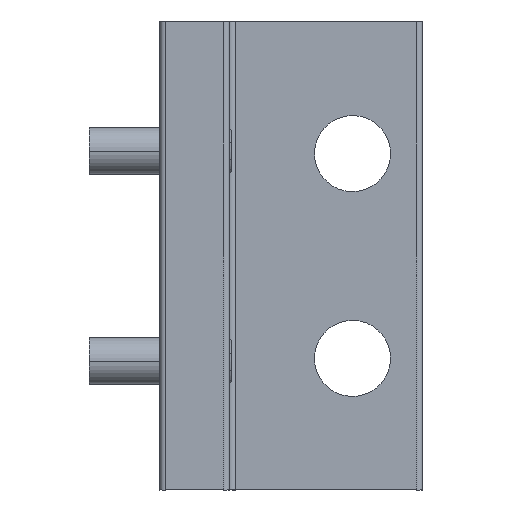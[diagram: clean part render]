
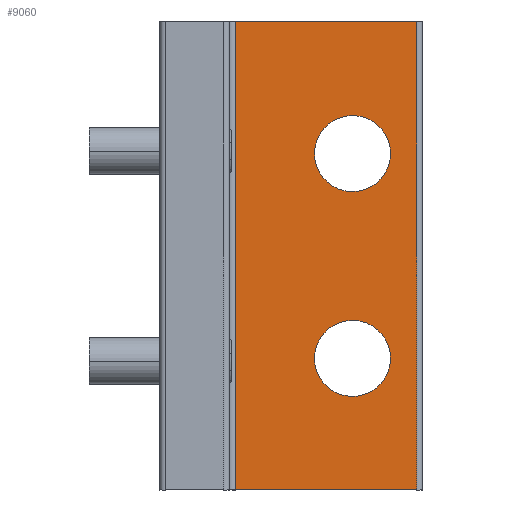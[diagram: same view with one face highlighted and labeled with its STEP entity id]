
A CAD part, left-side view. The second image highlights one B-rep face of the part: STEP entity #9060.
In plain terms, the highlighted planar face has unit normal (-1, 0, 0).
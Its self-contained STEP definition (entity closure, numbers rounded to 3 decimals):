
#8965=AXIS2_PLACEMENT_3D('Circle Axis2P3D',#8963,#8964,$) ;
#8989=AXIS2_PLACEMENT_3D('Circle Axis2P3D',#8987,#8988,$) ;
#9002=AXIS2_PLACEMENT_3D('Plane Axis2P3D',#8999,#9000,#9001) ;
#9044=AXIS2_PLACEMENT_3D('Circle Axis2P3D',#9042,#9043,$) ;
#9053=AXIS2_PLACEMENT_3D('Circle Axis2P3D',#9051,#9052,$) ;
#8960=CARTESIAN_POINT('Vertex',(-328.,-28.704,76.616)) ;
#8963=CARTESIAN_POINT('Axis2P3D Location',(-328.,-23.,73.5)) ;
#8967=CARTESIAN_POINT('Vertex',(-328.,-17.296,70.384)) ;
#8987=CARTESIAN_POINT('Axis2P3D Location',(-328.,-23.,73.5)) ;
#8999=CARTESIAN_POINT('Axis2P3D Location',(-328.,-2.,91.)) ;
#9004=CARTESIAN_POINT('Line Origine',(-328.,-3.,91.)) ;
#9008=CARTESIAN_POINT('Vertex',(-328.,-3.,51.)) ;
#9010=CARTESIAN_POINT('Vertex',(-328.,-3.,131.)) ;
#9013=CARTESIAN_POINT('Line Origine',(-328.,-18.5,51.)) ;
#9017=CARTESIAN_POINT('Vertex',(-328.,-34.,51.)) ;
#9020=CARTESIAN_POINT('Line Origine',(-328.,-34.,91.)) ;
#9024=CARTESIAN_POINT('Vertex',(-328.,-34.,131.)) ;
#9027=CARTESIAN_POINT('Line Origine',(-328.,-18.5,131.)) ;
#9042=CARTESIAN_POINT('Axis2P3D Location',(-328.,-23.,108.5)) ;
#9046=CARTESIAN_POINT('Vertex',(-328.,-17.296,105.384)) ;
#9048=CARTESIAN_POINT('Vertex',(-328.,-28.704,111.616)) ;
#9051=CARTESIAN_POINT('Axis2P3D Location',(-328.,-23.,108.5)) ;
#8964=DIRECTION('Axis2P3D Direction',(-1.,0.,0.)) ;
#8988=DIRECTION('Axis2P3D Direction',(-1.,0.,0.)) ;
#9000=DIRECTION('Axis2P3D Direction',(1.,0.,0.)) ;
#9001=DIRECTION('Axis2P3D XDirection',(0.,-1.,0.)) ;
#9005=DIRECTION('Vector Direction',(0.,0.,-1.)) ;
#9014=DIRECTION('Vector Direction',(0.,-1.,0.)) ;
#9021=DIRECTION('Vector Direction',(0.,0.,-1.)) ;
#9028=DIRECTION('Vector Direction',(0.,-1.,0.)) ;
#9043=DIRECTION('Axis2P3D Direction',(1.,0.,0.)) ;
#9052=DIRECTION('Axis2P3D Direction',(1.,0.,0.)) ;
#9006=VECTOR('Line Direction',#9005,1.) ;
#9015=VECTOR('Line Direction',#9014,1.) ;
#9022=VECTOR('Line Direction',#9021,1.) ;
#9029=VECTOR('Line Direction',#9028,1.) ;
#9033=ORIENTED_EDGE('',*,*,#9012,.F.) ;
#9034=ORIENTED_EDGE('',*,*,#9019,.F.) ;
#9035=ORIENTED_EDGE('',*,*,#9026,.F.) ;
#9036=ORIENTED_EDGE('',*,*,#9031,.T.) ;
#9039=ORIENTED_EDGE('',*,*,#8991,.F.) ;
#9040=ORIENTED_EDGE('',*,*,#8969,.F.) ;
#9057=ORIENTED_EDGE('',*,*,#9050,.F.) ;
#9058=ORIENTED_EDGE('',*,*,#9055,.F.) ;
#9041=FACE_BOUND('',#9038,.T.) ;
#9059=FACE_BOUND('',#9056,.T.) ;
#9060=ADVANCED_FACE('RA4624001_1PA_001_04_TERMINALE_POSTERIORE_A.1\\PartBody',(#9037,#9041,#9059),#9003,.F.) ;
#8966=CIRCLE('generated circle',#8965,6.5) ;
#8990=CIRCLE('generated circle',#8989,6.5) ;
#9045=CIRCLE('generated circle',#9044,6.5) ;
#9054=CIRCLE('generated circle',#9053,6.5) ;
#8969=EDGE_CURVE('',#8961,#8968,#8966,.T.) ;
#8991=EDGE_CURVE('',#8968,#8961,#8990,.T.) ;
#9012=EDGE_CURVE('',#9009,#9011,#9007,.F.) ;
#9019=EDGE_CURVE('',#9018,#9009,#9016,.F.) ;
#9026=EDGE_CURVE('',#9025,#9018,#9023,.T.) ;
#9031=EDGE_CURVE('',#9025,#9011,#9030,.F.) ;
#9050=EDGE_CURVE('',#9047,#9049,#9045,.F.) ;
#9055=EDGE_CURVE('',#9049,#9047,#9054,.F.) ;
#9032=EDGE_LOOP('',(#9033,#9034,#9035,#9036)) ;
#9038=EDGE_LOOP('',(#9039,#9040)) ;
#9056=EDGE_LOOP('',(#9057,#9058)) ;
#9037=FACE_OUTER_BOUND('',#9032,.T.) ;
#9007=LINE('Line',#9004,#9006) ;
#9016=LINE('Line',#9013,#9015) ;
#9023=LINE('Line',#9020,#9022) ;
#9030=LINE('Line',#9027,#9029) ;
#9003=PLANE('',#9002) ;
#8961=VERTEX_POINT('',#8960) ;
#8968=VERTEX_POINT('',#8967) ;
#9009=VERTEX_POINT('',#9008) ;
#9011=VERTEX_POINT('',#9010) ;
#9018=VERTEX_POINT('',#9017) ;
#9025=VERTEX_POINT('',#9024) ;
#9047=VERTEX_POINT('',#9046) ;
#9049=VERTEX_POINT('',#9048) ;
